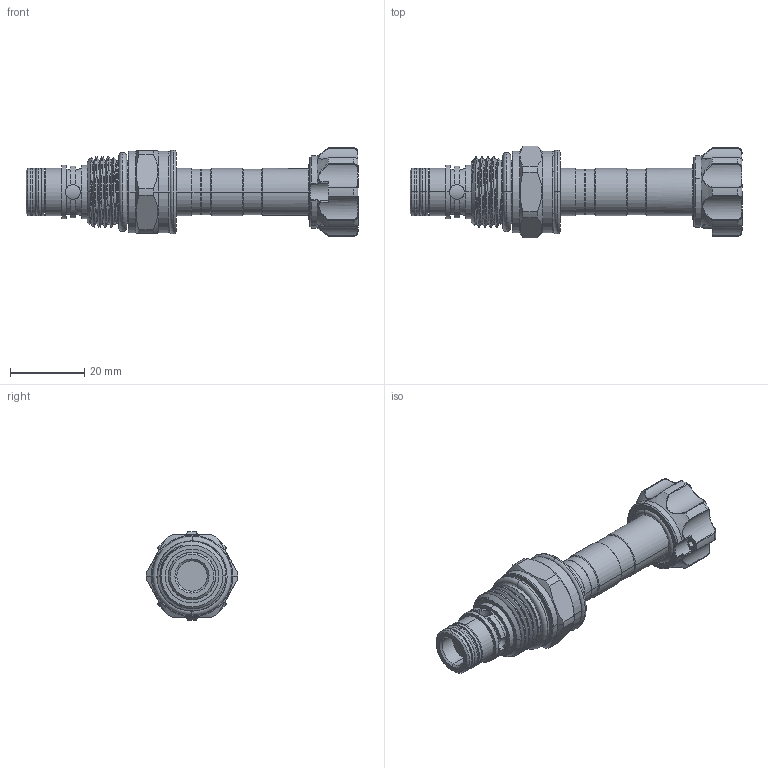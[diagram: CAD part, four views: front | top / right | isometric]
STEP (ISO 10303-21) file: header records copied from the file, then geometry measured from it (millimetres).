
FILE_DESCRIPTION (( 'STEP AP203' ), '1' );
FILE_NAME ('EP08W2A-N-04-2.STEP', '2020-04-15T08:44:05', ( '' ), ( '' ), 'SwSTEP 2.0', 'SolidWorks 2018', '' );
FILE_SCHEMA (( 'CONFIG_CONTROL_DESIGN' ));
Length unit declared in the file: millimetre
Products named in the file (1): EP08W2A-N-04-2
Bounding box: 89.23 x 24.65 x 23.79 mm (x, y, z)
Volume: 18757.3 mm3; surface area: 7879 mm2
Topology: 5 solids, 5 shells, 285 faces, 690 edges, 420 vertices
Faces by surface type: cylinder 126, torus 53, plane 37, bspline 37, cone 32
Entity records: 12068 total; most frequent: CARTESIAN_POINT 5631, ORIENTED_EDGE 1376, DIRECTION 1313, EDGE_CURVE 688, AXIS2_PLACEMENT_3D 569, VERTEX_POINT 420, CIRCLE 320, EDGE_LOOP 302
